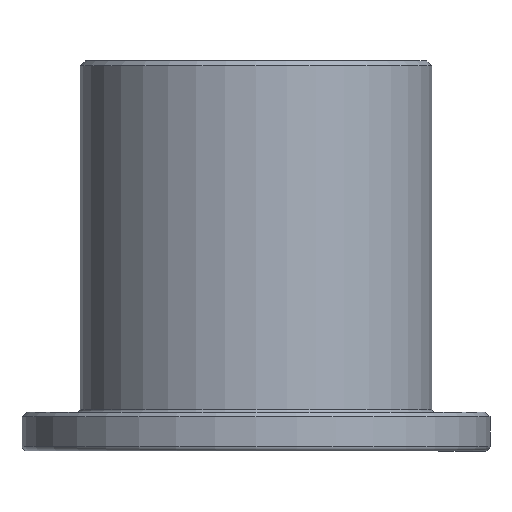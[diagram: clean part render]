
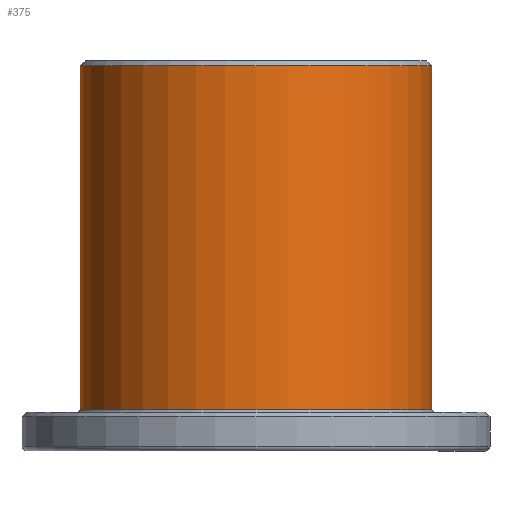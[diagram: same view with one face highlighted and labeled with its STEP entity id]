
A CAD part, left-side view. The second image highlights one B-rep face of the part: STEP entity #375.
In plain terms, the highlighted cylindrical face has radius 14.313 mm (diameter 28.626 mm), a partial arc.
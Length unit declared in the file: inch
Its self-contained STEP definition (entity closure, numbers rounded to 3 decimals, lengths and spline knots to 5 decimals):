
#5 = CARTESIAN_POINT ( 'NONE',  ( 0., 0.5635, 0.60937 ) ) ;
#10 = VECTOR ( 'NONE', #377, 39.37008 ) ;
#27 = FACE_OUTER_BOUND ( 'NONE', #88, .T. ) ;
#29 = DIRECTION ( 'NONE',  ( 0., -1., 0. ) ) ;
#38 = ORIENTED_EDGE ( 'NONE', *, *, #267, .T. ) ;
#39 = DIRECTION ( 'NONE',  ( 0., 0., -1. ) ) ;
#67 = VERTEX_POINT ( 'NONE', #271 ) ;
#72 = CARTESIAN_POINT ( 'NONE',  ( 0., 0., 0.60937 ) ) ;
#77 = DIRECTION ( 'NONE',  ( 0., 0., -1. ) ) ;
#88 = EDGE_LOOP ( 'NONE', ( #257, #38, #531, #505 ) ) ;
#89 = AXIS2_PLACEMENT_3D ( 'NONE', #142, #270, #109 ) ;
#106 = CARTESIAN_POINT ( 'NONE',  ( 0., 0., -0.49219 ) ) ;
#109 = DIRECTION ( 'NONE',  ( 0., 1., 0. ) ) ;
#139 = DIRECTION ( 'NONE',  ( 0., 0., 1. ) ) ;
#142 = CARTESIAN_POINT ( 'NONE',  ( 0., 0., -0.625 ) ) ;
#226 = VECTOR ( 'NONE', #77, 39.37008 ) ;
#231 = EDGE_CURVE ( 'NONE', #497, #453, #297, .T. ) ;
#257 = ORIENTED_EDGE ( 'NONE', *, *, #290, .F. ) ;
#263 = VERTEX_POINT ( 'NONE', #462 ) ;
#267 = EDGE_CURVE ( 'NONE', #67, #497, #292, .T. ) ;
#270 = DIRECTION ( 'NONE',  ( 0., 0., -1. ) ) ;
#271 = CARTESIAN_POINT ( 'NONE',  ( 0., -0.5635, 0.60937 ) ) ;
#290 = EDGE_CURVE ( 'NONE', #67, #263, #368, .T. ) ;
#292 = CIRCLE ( 'NONE', #337, 0.5635 ) ;
#297 = LINE ( 'NONE', #533, #226 ) ;
#315 = CYLINDRICAL_SURFACE ( 'NONE', #89, 0.5635 ) ;
#337 = AXIS2_PLACEMENT_3D ( 'NONE', #72, #39, #360 ) ;
#360 = DIRECTION ( 'NONE',  ( 0., -1., 0. ) ) ;
#364 = EDGE_CURVE ( 'NONE', #453, #263, #399, .T. ) ;
#368 = LINE ( 'NONE', #493, #10 ) ;
#375 = ADVANCED_FACE ( 'NONE', ( #27 ), #315, .T. ) ;
#377 = DIRECTION ( 'NONE',  ( 0., 0., -1. ) ) ;
#393 = CARTESIAN_POINT ( 'NONE',  ( 0., 0.5635, -0.49219 ) ) ;
#399 = CIRCLE ( 'NONE', #436, 0.5635 ) ;
#436 = AXIS2_PLACEMENT_3D ( 'NONE', #106, #139, #29 ) ;
#453 = VERTEX_POINT ( 'NONE', #393 ) ;
#462 = CARTESIAN_POINT ( 'NONE',  ( 0., -0.5635, -0.49219 ) ) ;
#493 = CARTESIAN_POINT ( 'NONE',  ( 0., -0.5635, -0.625 ) ) ;
#497 = VERTEX_POINT ( 'NONE', #5 ) ;
#505 = ORIENTED_EDGE ( 'NONE', *, *, #364, .T. ) ;
#531 = ORIENTED_EDGE ( 'NONE', *, *, #231, .T. ) ;
#533 = CARTESIAN_POINT ( 'NONE',  ( 0., 0.5635, -0.625 ) ) ;
